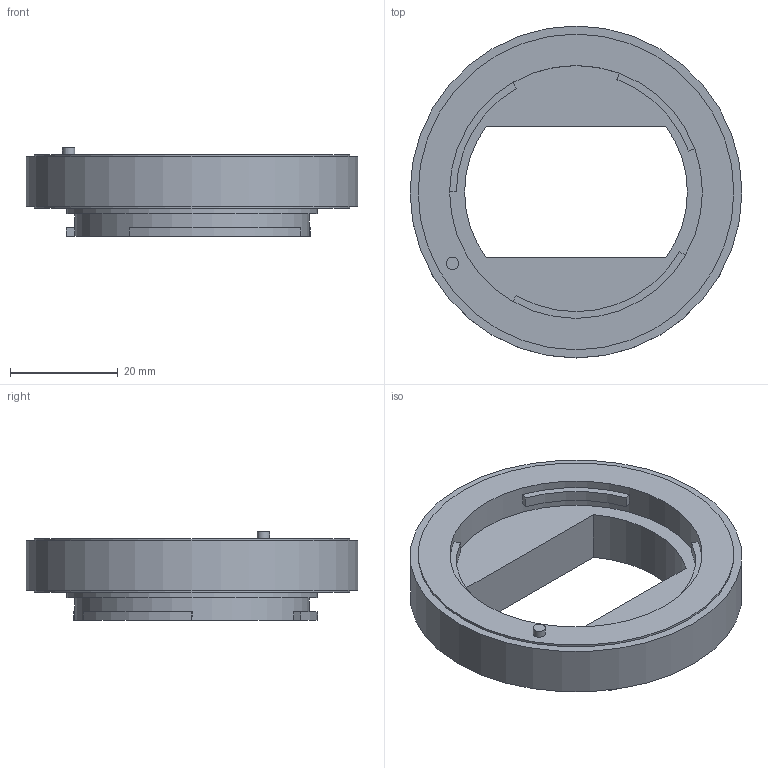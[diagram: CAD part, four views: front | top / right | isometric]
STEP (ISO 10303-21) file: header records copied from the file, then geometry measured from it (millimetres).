
FILE_DESCRIPTION( ( 'Unknown' ), '1' );
FILE_NAME( 'E-mount_tube_10mm.stp', 'Unknown', ( 'Manfred Gruber' ), ( 'Apertus' ), 'PSStep 17.0.49', 'Unknown', ' ' );
FILE_SCHEMA( ( 'AUTOMOTIVE_DESIGN { 1 0 10303 214 1 1 1 1 }' ) );
Length unit declared in the file: millimetre
Products named in the file (1): 1
Bounding box: 61.7 x 61.7 x 16.5 mm (x, y, z)
Volume: 19316.8 mm3; surface area: 9186.6 mm2
Topology: 1 solids, 1 shells, 46 faces, 107 edges, 72 vertices
Faces by surface type: plane 31, cylinder 15
Full cylindrical faces by diameter (mm): 2.3 x1, 43.6 x1, 46.7 x1, 47 x1, 58.7 x2, 61.7 x1
Entity records: 1654 total; most frequent: DIRECTION 232, CARTESIAN_POINT 213, ORIENTED_EDGE 194, EDGE_CURVE 97, AXIS2_PLACEMENT_3D 88, VERTEX_POINT 69, EDGE_LOOP 64, LINE 56
